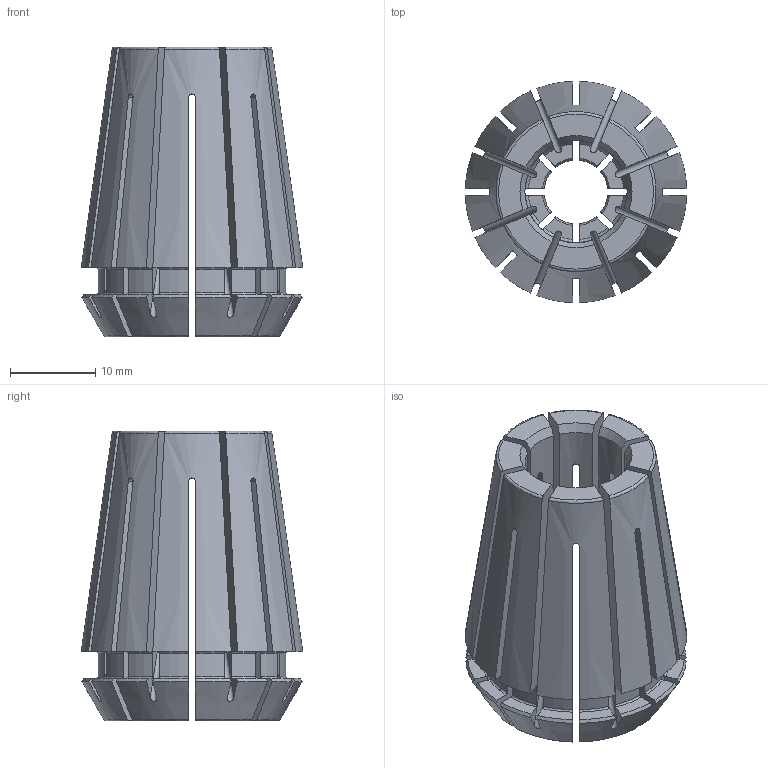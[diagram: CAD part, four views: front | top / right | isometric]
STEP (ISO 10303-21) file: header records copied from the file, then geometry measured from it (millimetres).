
FILE_DESCRIPTION(/* description */ (''),/* implementation_level */ '2;1');
FILE_NAME(/* name */ '112507501.stp',/* time_stamp */ '2021-01-08T12:55:18',/* author */ ('LRA'),/* organization */ ('REGO-FIX'),/* preprocessor_version */ ' Unknown',/* originating_system */ 'SIEMENS PLM Software Solid Edge ST10',/* authorization */ 'Unknown');
FILE_SCHEMA (('AUTOMOTIVE_DESIGN { 1 0 10303 214 2 1 1}'));
Length unit declared in the file: millimetre
Products named in the file (1): NOCUT
Bounding box: 25.99 x 25.99 x 34 mm (x, y, z)
Volume: 8960.6 mm3; surface area: 8785.3 mm2
Topology: 1 solids, 1 shells, 256 faces, 768 edges, 512 vertices
Faces by surface type: plane 88, cone 64, torus 56, cylinder 48
Entity records: 9108 total; most frequent: CARTESIAN_POINT 2156, ORIENTED_EDGE 1536, DIRECTION 1448, EDGE_CURVE 768, AXIS2_PLACEMENT_3D 588, VERTEX_POINT 512, CIRCLE 320, LINE 272
